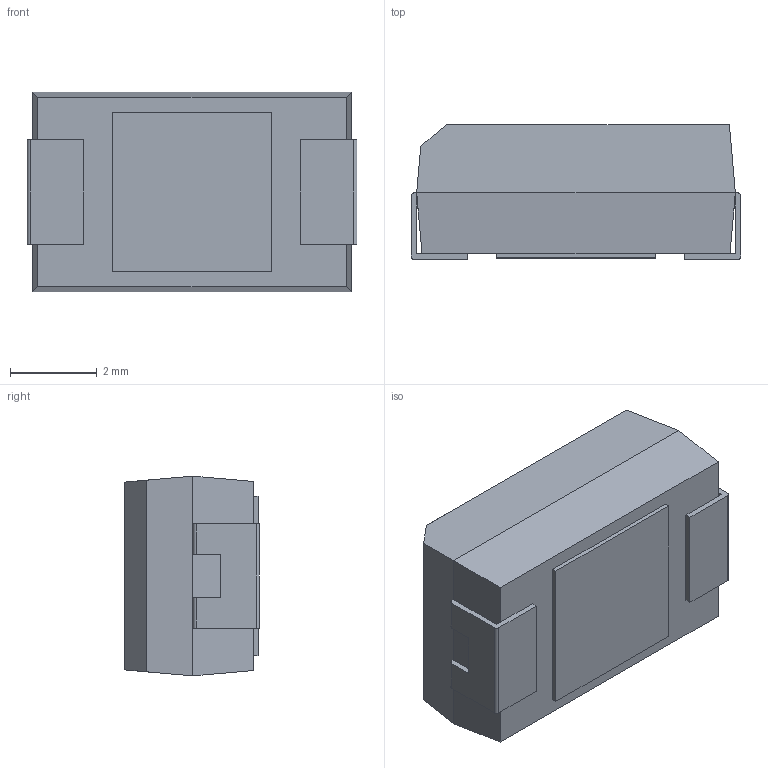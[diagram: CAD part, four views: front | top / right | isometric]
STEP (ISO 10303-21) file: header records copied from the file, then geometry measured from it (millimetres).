
FILE_DESCRIPTION(('FreeCAD Model'),'2;1');
FILE_NAME('CaseD.stp','2021-02-10T12:52:36',('Author'),(''), 'Open CASCADE STEP processor 7.3','FreeCAD','Unknown');
FILE_SCHEMA(('AUTOMOTIVE_DESIGN { 1 0 10303 214 1 1 1 1 }'));
Length unit declared in the file: millimetre
Products named in the file (6): 70095863_1; SOLID; SOLID001; SOLID005; SOLID006; Positive
Assembly tree (5 placements, depth 2):
  70095863_1
    SOLID
    SOLID001
    SOLID005
    SOLID006
    Positive
Bounding box: 7.6 x 3.1 x 4.6 mm (x, y, z)
Volume: 98.1 mm3; surface area: 231.9 mm2
Topology: 5 solids, 5 shells, 49 faces, 114 edges, 76 vertices
Faces by surface type: plane 44, cylinder 5
Entity records: 3026 total; most frequent: CARTESIAN_POINT 515, DIRECTION 455, LINE 322, VECTOR 322, ORIENTED_EDGE 228, PCURVE 228, DEFINITIONAL_REPRESENTATION 228, EDGE_CURVE 114
